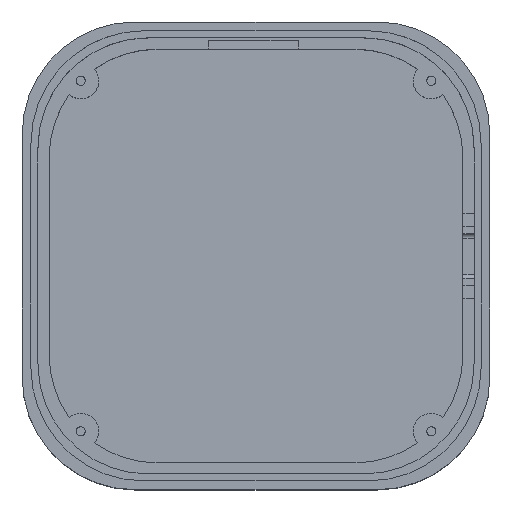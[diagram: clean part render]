
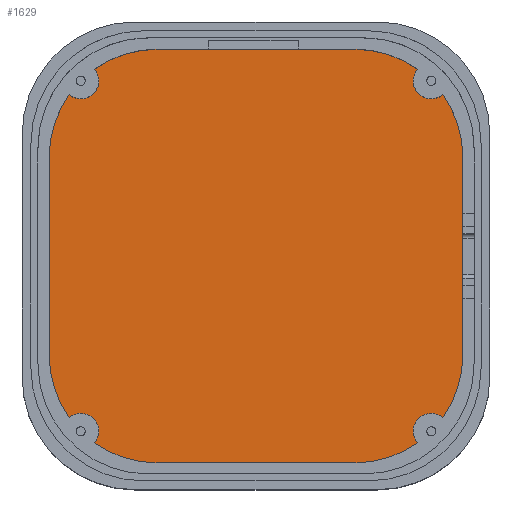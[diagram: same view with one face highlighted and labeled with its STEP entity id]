
A CAD part, top view. The second image highlights one B-rep face of the part: STEP entity #1629.
In plain terms, the highlighted planar face has unit normal (0, 0, 1).
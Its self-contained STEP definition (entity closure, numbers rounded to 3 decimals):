
#75=CIRCLE('',#1761,24.);
#78=CIRCLE('',#1783,4.);
#79=CIRCLE('',#1784,24.);
#80=CIRCLE('',#1785,24.);
#81=CIRCLE('',#1786,4.);
#82=CIRCLE('',#1787,24.);
#83=CIRCLE('',#1788,24.);
#84=CIRCLE('',#1789,4.);
#85=CIRCLE('',#1790,24.);
#86=CIRCLE('',#1791,4.);
#87=CIRCLE('',#1792,24.);
#88=CIRCLE('',#1793,24.);
#195=FACE_OUTER_BOUND('',#291,.T.);
#291=EDGE_LOOP('',(#1441,#1442,#1443,#1444,#1445,#1446,#1447,#1448,#1449,
#1450,#1451,#1452,#1453,#1454,#1455,#1456));
#406=LINE('',#2554,#576);
#437=LINE('',#2657,#607);
#444=LINE('',#2671,#614);
#448=LINE('',#2679,#618);
#576=VECTOR('',#2046,10.);
#607=VECTOR('',#2157,10.);
#614=VECTOR('',#2166,10.);
#618=VECTOR('',#2174,10.);
#746=VERTEX_POINT('',#2551);
#747=VERTEX_POINT('',#2553);
#777=VERTEX_POINT('',#2651);
#778=VERTEX_POINT('',#2655);
#779=VERTEX_POINT('',#2656);
#784=VERTEX_POINT('',#2669);
#785=VERTEX_POINT('',#2670);
#786=VERTEX_POINT('',#2676);
#787=VERTEX_POINT('',#2678);
#792=VERTEX_POINT('',#2718);
#793=VERTEX_POINT('',#2719);
#794=VERTEX_POINT('',#2722);
#795=VERTEX_POINT('',#2724);
#796=VERTEX_POINT('',#2727);
#797=VERTEX_POINT('',#2730);
#798=VERTEX_POINT('',#2732);
#936=EDGE_CURVE('',#746,#747,#406,.T.);
#983=EDGE_CURVE('',#747,#777,#75,.T.);
#984=EDGE_CURVE('',#778,#779,#437,.T.);
#991=EDGE_CURVE('',#784,#785,#444,.T.);
#995=EDGE_CURVE('',#786,#787,#448,.T.);
#1015=EDGE_CURVE('',#792,#793,#78,.T.);
#1016=EDGE_CURVE('',#785,#793,#79,.T.);
#1017=EDGE_CURVE('',#794,#784,#80,.T.);
#1018=EDGE_CURVE('',#794,#795,#81,.T.);
#1019=EDGE_CURVE('',#787,#795,#82,.T.);
#1020=EDGE_CURVE('',#796,#786,#83,.T.);
#1021=EDGE_CURVE('',#796,#777,#84,.T.);
#1022=EDGE_CURVE('',#797,#746,#85,.T.);
#1023=EDGE_CURVE('',#797,#798,#86,.T.);
#1024=EDGE_CURVE('',#779,#798,#87,.T.);
#1025=EDGE_CURVE('',#792,#778,#88,.T.);
#1441=ORIENTED_EDGE('',*,*,#1015,.T.);
#1442=ORIENTED_EDGE('',*,*,#1016,.F.);
#1443=ORIENTED_EDGE('',*,*,#991,.F.);
#1444=ORIENTED_EDGE('',*,*,#1017,.F.);
#1445=ORIENTED_EDGE('',*,*,#1018,.T.);
#1446=ORIENTED_EDGE('',*,*,#1019,.F.);
#1447=ORIENTED_EDGE('',*,*,#995,.F.);
#1448=ORIENTED_EDGE('',*,*,#1020,.F.);
#1449=ORIENTED_EDGE('',*,*,#1021,.T.);
#1450=ORIENTED_EDGE('',*,*,#983,.F.);
#1451=ORIENTED_EDGE('',*,*,#936,.F.);
#1452=ORIENTED_EDGE('',*,*,#1022,.F.);
#1453=ORIENTED_EDGE('',*,*,#1023,.T.);
#1454=ORIENTED_EDGE('',*,*,#1024,.F.);
#1455=ORIENTED_EDGE('',*,*,#984,.F.);
#1456=ORIENTED_EDGE('',*,*,#1025,.F.);
#1554=PLANE('',#1782);
#1629=ADVANCED_FACE('',(#195),#1554,.T.);
#1761=AXIS2_PLACEMENT_3D('',#2653,#2153,#2154);
#1782=AXIS2_PLACEMENT_3D('',#2717,#2224,#2225);
#1783=AXIS2_PLACEMENT_3D('',#2720,#2226,#2227);
#1784=AXIS2_PLACEMENT_3D('',#2721,#2228,#2229);
#1785=AXIS2_PLACEMENT_3D('',#2723,#2230,#2231);
#1786=AXIS2_PLACEMENT_3D('',#2725,#2232,#2233);
#1787=AXIS2_PLACEMENT_3D('',#2726,#2234,#2235);
#1788=AXIS2_PLACEMENT_3D('',#2728,#2236,#2237);
#1789=AXIS2_PLACEMENT_3D('',#2729,#2238,#2239);
#1790=AXIS2_PLACEMENT_3D('',#2731,#2240,#2241);
#1791=AXIS2_PLACEMENT_3D('',#2733,#2242,#2243);
#1792=AXIS2_PLACEMENT_3D('',#2734,#2244,#2245);
#1793=AXIS2_PLACEMENT_3D('',#2735,#2246,#2247);
#2046=DIRECTION('',(1.,0.,0.));
#2153=DIRECTION('center_axis',(0.,0.,-1.));
#2154=DIRECTION('ref_axis',(1.,0.,0.));
#2157=DIRECTION('',(0.,1.,0.));
#2166=DIRECTION('',(-1.,0.,0.));
#2174=DIRECTION('',(0.,-1.,0.));
#2224=DIRECTION('center_axis',(0.,0.,1.));
#2225=DIRECTION('ref_axis',(1.,0.,0.));
#2226=DIRECTION('center_axis',(0.,0.,-1.));
#2227=DIRECTION('ref_axis',(0.763,-0.646,0.));
#2228=DIRECTION('center_axis',(0.,0.,-1.));
#2229=DIRECTION('ref_axis',(-1.,0.,0.));
#2230=DIRECTION('center_axis',(0.,0.,-1.));
#2231=DIRECTION('ref_axis',(0.,-1.,0.));
#2232=DIRECTION('center_axis',(0.,0.,-1.));
#2233=DIRECTION('ref_axis',(0.646,0.763,0.));
#2234=DIRECTION('center_axis',(0.,0.,-1.));
#2235=DIRECTION('ref_axis',(0.,-1.,0.));
#2236=DIRECTION('center_axis',(0.,0.,-1.));
#2237=DIRECTION('ref_axis',(1.,0.,0.));
#2238=DIRECTION('center_axis',(0.,0.,-1.));
#2239=DIRECTION('ref_axis',(-0.763,0.646,0.));
#2240=DIRECTION('center_axis',(0.,0.,-1.));
#2241=DIRECTION('ref_axis',(0.,1.,0.));
#2242=DIRECTION('center_axis',(0.,0.,-1.));
#2243=DIRECTION('ref_axis',(-0.646,-0.763,0.));
#2244=DIRECTION('center_axis',(0.,0.,-1.));
#2245=DIRECTION('ref_axis',(0.,1.,0.));
#2246=DIRECTION('center_axis',(0.,0.,-1.));
#2247=DIRECTION('ref_axis',(-1.,0.,0.));
#2551=CARTESIAN_POINT('',(-22.,46.,2.));
#2553=CARTESIAN_POINT('',(22.,46.,2.));
#2554=CARTESIAN_POINT('',(-11.,46.,2.));
#2651=CARTESIAN_POINT('',(35.916,41.553,2.));
#2653=CARTESIAN_POINT('Origin',(22.,22.,2.));
#2655=CARTESIAN_POINT('',(-46.,-22.,2.));
#2656=CARTESIAN_POINT('',(-46.,22.,2.));
#2657=CARTESIAN_POINT('',(-46.,-11.,2.));
#2669=CARTESIAN_POINT('',(22.,-46.,2.));
#2670=CARTESIAN_POINT('',(-22.,-46.,2.));
#2671=CARTESIAN_POINT('',(11.,-46.,2.));
#2676=CARTESIAN_POINT('',(46.,22.,2.));
#2678=CARTESIAN_POINT('',(46.,-22.,2.));
#2679=CARTESIAN_POINT('',(46.,11.,2.));
#2717=CARTESIAN_POINT('Origin',(0.,0.,2.));
#2718=CARTESIAN_POINT('',(-41.553,-35.916,2.));
#2719=CARTESIAN_POINT('',(-35.916,-41.553,2.));
#2720=CARTESIAN_POINT('Origin',(-38.97,-38.97,2.));
#2721=CARTESIAN_POINT('Origin',(-22.,-22.,2.));
#2722=CARTESIAN_POINT('',(35.916,-41.553,2.));
#2723=CARTESIAN_POINT('Origin',(22.,-22.,2.));
#2724=CARTESIAN_POINT('',(41.553,-35.916,2.));
#2725=CARTESIAN_POINT('Origin',(38.97,-38.97,2.));
#2726=CARTESIAN_POINT('Origin',(22.,-22.,2.));
#2727=CARTESIAN_POINT('',(41.553,35.916,2.));
#2728=CARTESIAN_POINT('Origin',(22.,22.,2.));
#2729=CARTESIAN_POINT('Origin',(38.97,38.97,2.));
#2730=CARTESIAN_POINT('',(-35.916,41.553,2.));
#2731=CARTESIAN_POINT('Origin',(-22.,22.,2.));
#2732=CARTESIAN_POINT('',(-41.553,35.916,2.));
#2733=CARTESIAN_POINT('Origin',(-38.97,38.97,2.));
#2734=CARTESIAN_POINT('Origin',(-22.,22.,2.));
#2735=CARTESIAN_POINT('Origin',(-22.,-22.,2.));
